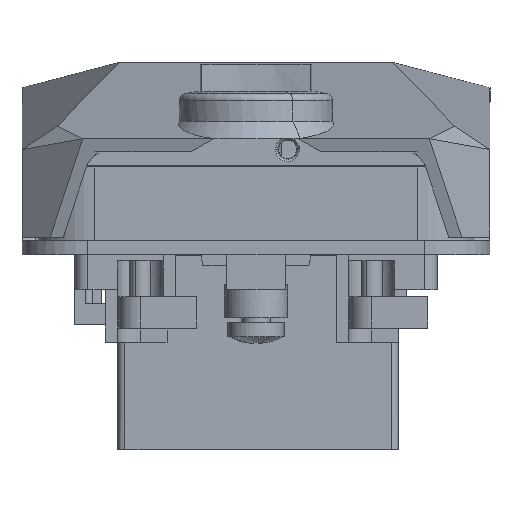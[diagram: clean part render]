
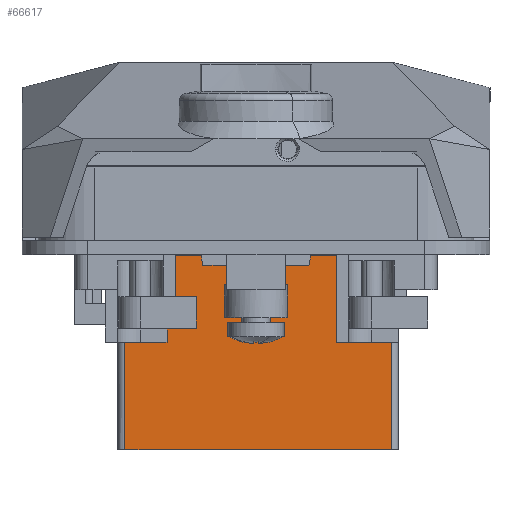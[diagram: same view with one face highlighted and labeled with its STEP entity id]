
A CAD part, front view. The second image highlights one B-rep face of the part: STEP entity #66617.
In plain terms, the highlighted planar face has unit normal (0, -1, 0).
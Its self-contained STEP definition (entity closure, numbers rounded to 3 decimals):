
#66586=AXIS2_PLACEMENT_3D('Plane Axis2P3D',#66583,#66584,#66585) ;
#65632=CARTESIAN_POINT('Vertex',(31.55,38.445,31.5)) ;
#65635=CARTESIAN_POINT('Line Origine',(31.55,38.445,27.)) ;
#65639=CARTESIAN_POINT('Vertex',(31.55,38.445,22.5)) ;
#65713=CARTESIAN_POINT('Line Origine',(33.7,38.445,22.5)) ;
#65717=CARTESIAN_POINT('Vertex',(35.85,38.445,22.5)) ;
#66387=CARTESIAN_POINT('Line Origine',(35.85,38.445,27.)) ;
#66391=CARTESIAN_POINT('Vertex',(35.85,38.445,31.5)) ;
#66505=CARTESIAN_POINT('Vertex',(14.7,38.445,31.5)) ;
#66508=CARTESIAN_POINT('Line Origine',(23.125,38.445,31.5)) ;
#66513=CARTESIAN_POINT('Line Origine',(44.275,38.445,31.5)) ;
#66517=CARTESIAN_POINT('Vertex',(52.7,38.445,31.5)) ;
#66583=CARTESIAN_POINT('Axis2P3D Location',(52.7,38.445,32.)) ;
#66588=CARTESIAN_POINT('Line Origine',(14.7,38.445,15.75)) ;
#66592=CARTESIAN_POINT('Vertex',(14.7,38.445,0.)) ;
#66595=CARTESIAN_POINT('Line Origine',(33.7,38.445,0.)) ;
#66599=CARTESIAN_POINT('Vertex',(52.7,38.445,0.)) ;
#66602=CARTESIAN_POINT('Line Origine',(52.7,38.445,15.75)) ;
#65636=DIRECTION('Vector Direction',(0.,0.,-1.)) ;
#65714=DIRECTION('Vector Direction',(-1.,0.,0.)) ;
#66388=DIRECTION('Vector Direction',(0.,0.,1.)) ;
#66509=DIRECTION('Vector Direction',(-1.,0.,0.)) ;
#66514=DIRECTION('Vector Direction',(-1.,0.,0.)) ;
#66584=DIRECTION('Axis2P3D Direction',(0.,-1.,-0.)) ;
#66585=DIRECTION('Axis2P3D XDirection',(-1.,0.,0.)) ;
#66589=DIRECTION('Vector Direction',(0.,0.,-1.)) ;
#66596=DIRECTION('Vector Direction',(-1.,0.,0.)) ;
#66603=DIRECTION('Vector Direction',(0.,0.,-1.)) ;
#65637=VECTOR('Line Direction',#65636,1.) ;
#65715=VECTOR('Line Direction',#65714,1.) ;
#66389=VECTOR('Line Direction',#66388,1.) ;
#66510=VECTOR('Line Direction',#66509,1.) ;
#66515=VECTOR('Line Direction',#66514,1.) ;
#66590=VECTOR('Line Direction',#66589,1.) ;
#66597=VECTOR('Line Direction',#66596,1.) ;
#66604=VECTOR('Line Direction',#66603,1.) ;
#66608=ORIENTED_EDGE('',*,*,#65719,.T.) ;
#66609=ORIENTED_EDGE('',*,*,#65641,.F.) ;
#66610=ORIENTED_EDGE('',*,*,#66512,.F.) ;
#66611=ORIENTED_EDGE('',*,*,#66594,.T.) ;
#66612=ORIENTED_EDGE('',*,*,#66601,.F.) ;
#66613=ORIENTED_EDGE('',*,*,#66606,.F.) ;
#66614=ORIENTED_EDGE('',*,*,#66519,.F.) ;
#66615=ORIENTED_EDGE('',*,*,#66393,.F.) ;
#66617=ADVANCED_FACE('V3.4',(#66616),#66587,.T.) ;
#65641=EDGE_CURVE('',#65633,#65640,#65638,.T.) ;
#65719=EDGE_CURVE('',#65718,#65640,#65716,.T.) ;
#66393=EDGE_CURVE('',#65718,#66392,#66390,.T.) ;
#66512=EDGE_CURVE('',#66506,#65633,#66511,.F.) ;
#66519=EDGE_CURVE('',#66392,#66518,#66516,.F.) ;
#66594=EDGE_CURVE('',#66506,#66593,#66591,.T.) ;
#66601=EDGE_CURVE('',#66600,#66593,#66598,.T.) ;
#66606=EDGE_CURVE('',#66518,#66600,#66605,.T.) ;
#66607=EDGE_LOOP('',(#66608,#66609,#66610,#66611,#66612,#66613,#66614,#66615)) ;
#66616=FACE_OUTER_BOUND('',#66607,.T.) ;
#65638=LINE('Line',#65635,#65637) ;
#65716=LINE('Line',#65713,#65715) ;
#66390=LINE('Line',#66387,#66389) ;
#66511=LINE('Line',#66508,#66510) ;
#66516=LINE('Line',#66513,#66515) ;
#66591=LINE('Line',#66588,#66590) ;
#66598=LINE('Line',#66595,#66597) ;
#66605=LINE('Line',#66602,#66604) ;
#66587=PLANE('',#66586) ;
#65633=VERTEX_POINT('',#65632) ;
#65640=VERTEX_POINT('',#65639) ;
#65718=VERTEX_POINT('',#65717) ;
#66392=VERTEX_POINT('',#66391) ;
#66506=VERTEX_POINT('',#66505) ;
#66518=VERTEX_POINT('',#66517) ;
#66593=VERTEX_POINT('',#66592) ;
#66600=VERTEX_POINT('',#66599) ;
